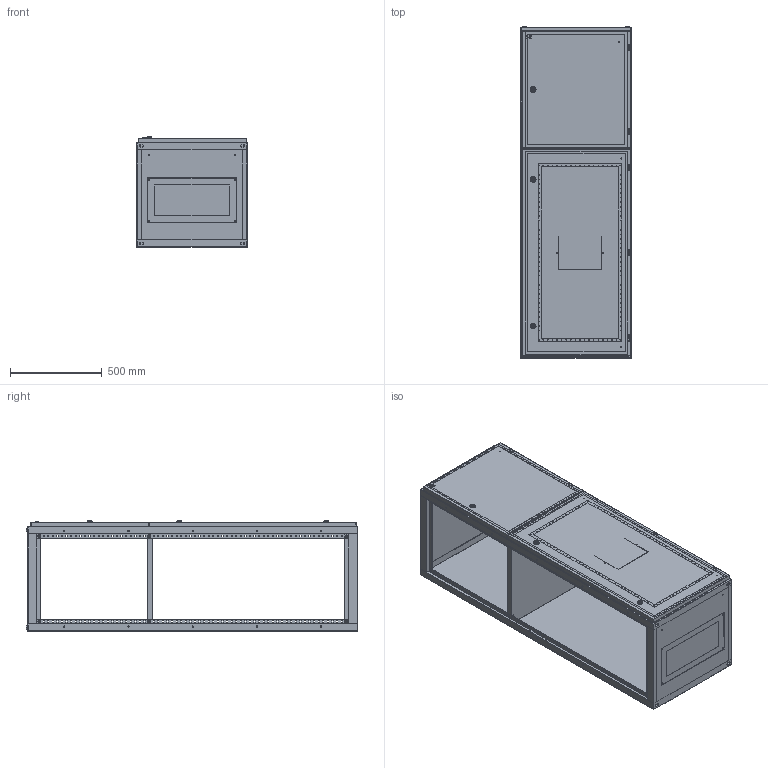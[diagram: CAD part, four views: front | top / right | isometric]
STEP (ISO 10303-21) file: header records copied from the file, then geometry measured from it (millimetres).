
FILE_DESCRIPTION (( 'STEP AP203' ), '1' );
FILE_NAME ('YKM51-1800-600-600-54 SMART Êîðïóñ ìåòàë. ñáîðíûé ÂÐÓ-2 1800õ600õ600 IP54 IEK.STEP', '2024-04-09T13:55:28', ( '' ), ( '' ), 'SwSTEP 2.0', 'SolidWorks 2022', '' );
FILE_SCHEMA (( 'CONFIG_CONTROL_DESIGN' ));
Length unit declared in the file: millimetre
Products named in the file (4): YKM51-1800-600-600-54 SMART Корпус метал. сборный ВРУ-2 1800х600х600 IP54 IEK; Каркас ВРУ-2 1800х600х600 IP54; Дверь для ВРУ-2 1800х600 IP54; Дверь учётного отсека 600 IP54
Assembly tree (3 placements, depth 2):
  YKM51-1800-600-600-54 SMART Корпус метал. сборный ВРУ-2 1800х600х600 IP54 IEK
    Каркас ВРУ-2 1800х600х600 IP54
    Дверь для ВРУ-2 1800х600 IP54
    Дверь учётного отсека 600 IP54
Bounding box: 600 x 1809.5 x 600.5 mm (x, y, z)
Volume: 7308512.3 mm3; surface area: 8998956.7 mm2
Topology: 47 solids, 51 shells, 3516 faces, 9099 edges, 5774 vertices
Faces by surface type: plane 2265, cylinder 801, cone 234, bspline 82, sphere 80, torus 54
Entity records: 109863 total; most frequent: CARTESIAN_POINT 22793, ORIENTED_EDGE 18006, DIRECTION 17115, EDGE_CURVE 9003, VECTOR 6427, LINE 6427, VERTEX_POINT 5774, AXIS2_PLACEMENT_3D 5344
